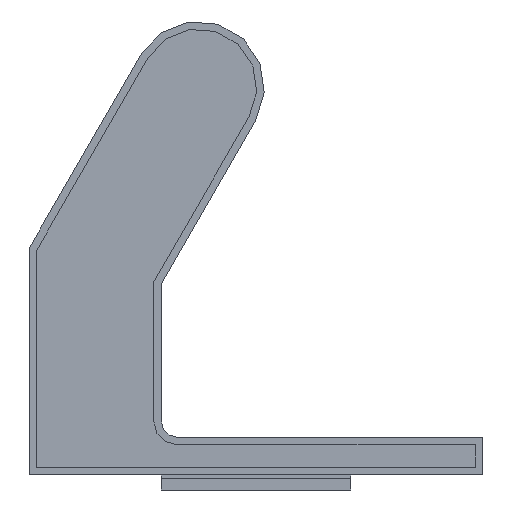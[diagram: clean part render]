
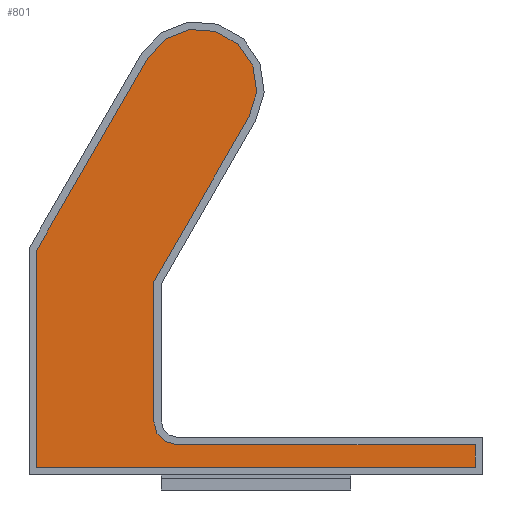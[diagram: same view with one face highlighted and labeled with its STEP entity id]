
A CAD part, front view. The second image highlights one B-rep face of the part: STEP entity #801.
In plain terms, the highlighted planar face has unit normal (0, -1, 0).
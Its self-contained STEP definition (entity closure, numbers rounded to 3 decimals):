
#27=CIRCLE('',#899,0.775);
#29=CIRCLE('',#904,0.3);
#254=ORIENTED_EDGE('',*,*,#352,.F.);
#255=ORIENTED_EDGE('',*,*,#376,.F.);
#256=ORIENTED_EDGE('',*,*,#373,.F.);
#257=ORIENTED_EDGE('',*,*,#370,.F.);
#258=ORIENTED_EDGE('',*,*,#367,.F.);
#259=ORIENTED_EDGE('',*,*,#364,.F.);
#260=ORIENTED_EDGE('',*,*,#361,.F.);
#261=ORIENTED_EDGE('',*,*,#358,.F.);
#262=ORIENTED_EDGE('',*,*,#355,.F.);
#352=EDGE_CURVE('',#431,#432,#519,.T.);
#355=EDGE_CURVE('',#432,#434,#27,.T.);
#358=EDGE_CURVE('',#434,#436,#523,.T.);
#361=EDGE_CURVE('',#436,#438,#526,.T.);
#364=EDGE_CURVE('',#438,#440,#29,.T.);
#367=EDGE_CURVE('',#440,#442,#530,.T.);
#370=EDGE_CURVE('',#442,#444,#533,.T.);
#373=EDGE_CURVE('',#444,#446,#536,.T.);
#376=EDGE_CURVE('',#446,#431,#539,.T.);
#431=VERTEX_POINT('',#1296);
#432=VERTEX_POINT('',#1298);
#434=VERTEX_POINT('',#1304);
#436=VERTEX_POINT('',#1310);
#438=VERTEX_POINT('',#1316);
#440=VERTEX_POINT('',#1322);
#442=VERTEX_POINT('',#1328);
#444=VERTEX_POINT('',#1334);
#446=VERTEX_POINT('',#1340);
#519=LINE('',#1297,#612);
#523=LINE('',#1309,#616);
#526=LINE('',#1315,#619);
#530=LINE('',#1327,#623);
#533=LINE('',#1333,#626);
#536=LINE('',#1339,#629);
#539=LINE('',#1344,#632);
#612=VECTOR('',#1074,1000.);
#616=VECTOR('',#1086,1000.);
#619=VECTOR('',#1091,1000.);
#623=VECTOR('',#1103,1000.);
#626=VECTOR('',#1108,1000.);
#629=VECTOR('',#1113,1000.);
#632=VECTOR('',#1118,1000.);
#676=EDGE_LOOP('',(#254,#255,#256,#257,#258,#259,#260,#261,#262));
#721=FACE_BOUND('',#676,.T.);
#758=PLANE('',#909);
#801=ADVANCED_FACE('',(#721),#758,.F.);
#899=AXIS2_PLACEMENT_3D('',#1303,#1080,#1081);
#904=AXIS2_PLACEMENT_3D('',#1321,#1097,#1098);
#909=AXIS2_PLACEMENT_3D('',#1345,#1119,#1120);
#1074=DIRECTION('',(0.5,0.,0.866));
#1080=DIRECTION('',(0.,1.,0.));
#1081=DIRECTION('',(-1.,0.,0.));
#1086=DIRECTION('',(-0.5,0.,-0.866));
#1091=DIRECTION('',(0.,0.,-1.));
#1097=DIRECTION('',(0.,-1.,0.));
#1098=DIRECTION('',(1.,0.,0.));
#1103=DIRECTION('',(1.,0.,0.));
#1108=DIRECTION('',(0.,0.,-1.));
#1113=DIRECTION('',(-1.,0.,0.));
#1118=DIRECTION('',(0.,0.,1.));
#1119=DIRECTION('',(0.,1.,0.));
#1120=DIRECTION('',(0.,0.,1.));
#1296=CARTESIAN_POINT('',(-2.9,-499.995,2.723));
#1297=CARTESIAN_POINT('',(-2.9,-499.995,2.723));
#1298=CARTESIAN_POINT('',(-1.434,-499.995,5.262));
#1303=CARTESIAN_POINT('',(-0.763,-499.995,4.875));
#1304=CARTESIAN_POINT('',(-0.092,-499.995,4.487));
#1309=CARTESIAN_POINT('',(-0.092,-499.995,4.487));
#1310=CARTESIAN_POINT('',(-1.35,-499.995,2.308));
#1315=CARTESIAN_POINT('',(-1.35,-499.995,2.308));
#1316=CARTESIAN_POINT('',(-1.35,-499.995,0.45));
#1321=CARTESIAN_POINT('',(-1.05,-499.995,0.45));
#1322=CARTESIAN_POINT('',(-1.05,-499.995,0.15));
#1327=CARTESIAN_POINT('',(-1.05,-499.995,0.15));
#1328=CARTESIAN_POINT('',(2.9,-499.995,0.15));
#1333=CARTESIAN_POINT('',(2.9,-499.995,0.15));
#1334=CARTESIAN_POINT('',(2.9,-499.995,-0.15));
#1339=CARTESIAN_POINT('',(2.9,-499.995,-0.15));
#1340=CARTESIAN_POINT('',(-2.9,-499.995,-0.15));
#1344=CARTESIAN_POINT('',(-2.9,-499.995,-0.15));
#1345=CARTESIAN_POINT('',(-0.763,-499.995,4.875));
